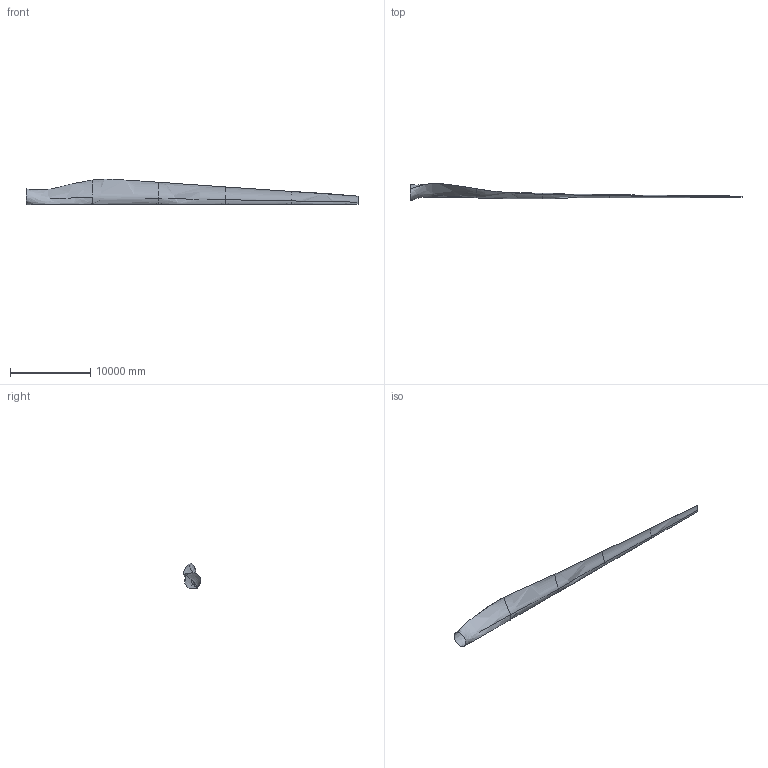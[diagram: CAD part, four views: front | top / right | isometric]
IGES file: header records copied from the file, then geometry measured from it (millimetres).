
Start section: DesignModeler IGES Output Version 5.3
Global section: file name: NoName; native system:  By UGS Corp.; preprocessor: XPlus GENERIC/IGES 3.0; author: Ben; organization:  ; date: 20110709.121733; units: metre
Bounding box: 41250 x 2165.44 x 3195.77 mm (x, y, z)
Surface area: 213443985.8 mm2 (no closed solid volume)
Topology: 0 solids, 0 shells, 15 faces, 68 edges, 68 vertices
Faces by surface type: bspline 15
